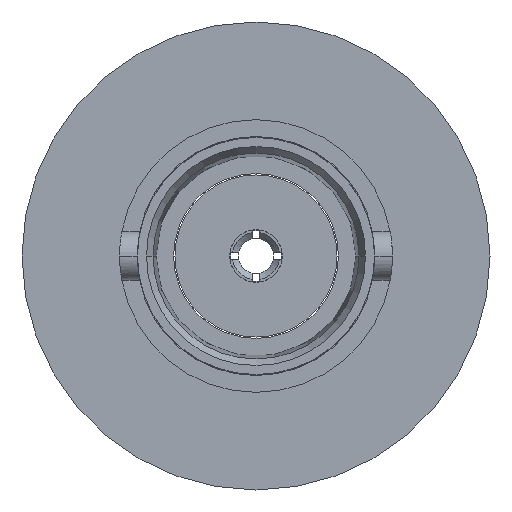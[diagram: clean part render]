
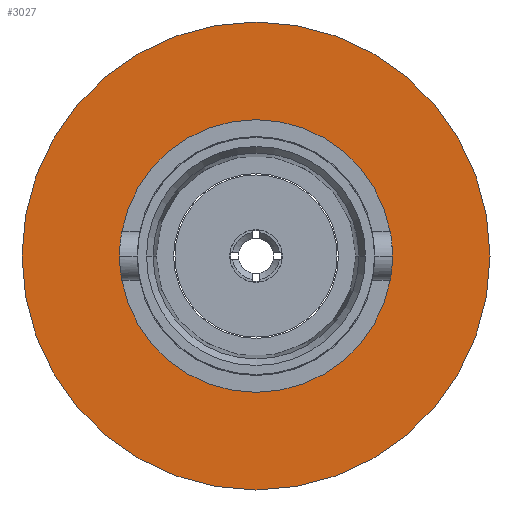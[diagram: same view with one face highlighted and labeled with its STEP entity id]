
A CAD part, left-side view. The second image highlights one B-rep face of the part: STEP entity #3027.
In plain terms, the highlighted planar face has unit normal (-1, 0, 0).
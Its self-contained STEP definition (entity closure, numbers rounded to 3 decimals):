
#743=CARTESIAN_POINT('',(14.503,0.,0.));
#744=DIRECTION('',(-1.,0.,0.));
#745=DIRECTION('',(0.,1.,0.));
#746=AXIS2_PLACEMENT_3D('',#743,#744,#745);
#748=CARTESIAN_POINT('',(14.503,0.,0.));
#749=DIRECTION('',(1.,0.,0.));
#750=DIRECTION('',(0.,1.,0.));
#751=AXIS2_PLACEMENT_3D('',#748,#749,#750);
#753=CARTESIAN_POINT('',(14.503,0.,0.));
#754=DIRECTION('',(1.,0.,0.));
#755=DIRECTION('',(0.,1.,0.));
#756=AXIS2_PLACEMENT_3D('',#753,#754,#755);
#758=CARTESIAN_POINT('',(14.503,0.,0.));
#759=DIRECTION('',(1.,0.,0.));
#760=DIRECTION('',(0.,-1.,0.));
#761=AXIS2_PLACEMENT_3D('',#758,#759,#760);
#2136=CARTESIAN_POINT('',(14.503,9.525,0.));
#2138=VERTEX_POINT('',#2136);
#2140=CARTESIAN_POINT('',(14.503,-9.525,0.));
#2142=VERTEX_POINT('',#2140);
#2312=CARTESIAN_POINT('',(14.503,5.55,0.));
#2313=CARTESIAN_POINT('',(14.503,-5.55,0.));
#2314=VERTEX_POINT('',#2312);
#2315=VERTEX_POINT('',#2313);
#3011=CARTESIAN_POINT('',(14.503,0.,0.));
#3012=DIRECTION('',(1.,0.,0.));
#3013=DIRECTION('',(0.,-1.,0.));
#3014=AXIS2_PLACEMENT_3D('',#3011,#3012,#3013);
#3015=PLANE('',#3014);
#3017=ORIENTED_EDGE('',*,*,#3016,.F.);
#3019=ORIENTED_EDGE('',*,*,#3018,.T.);
#3020=EDGE_LOOP('',(#3017,#3019));
#3021=FACE_OUTER_BOUND('',#3020,.F.);
#3023=ORIENTED_EDGE('',*,*,#3022,.F.);
#3024=ORIENTED_EDGE('',*,*,#3001,.F.);
#3025=EDGE_LOOP('',(#3023,#3024));
#3026=FACE_BOUND('',#3025,.F.);
#747=CIRCLE('',#746,9.525);
#752=CIRCLE('',#751,9.525);
#757=CIRCLE('',#756,5.55);
#762=CIRCLE('',#761,5.55);
#3001=EDGE_CURVE('',#2315,#2314,#762,.T.);
#3016=EDGE_CURVE('',#2138,#2142,#747,.T.);
#3018=EDGE_CURVE('',#2138,#2142,#752,.T.);
#3022=EDGE_CURVE('',#2314,#2315,#757,.T.);
#3027=ADVANCED_FACE('',(#3021,#3026),#3015,.F.);
